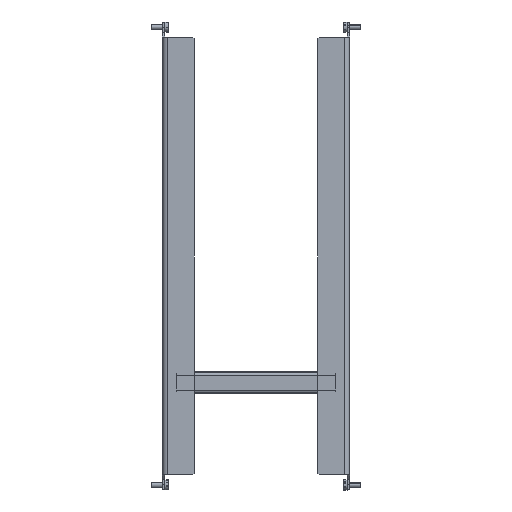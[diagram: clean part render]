
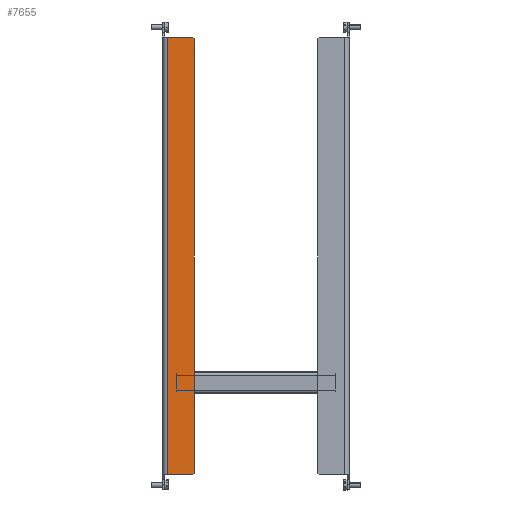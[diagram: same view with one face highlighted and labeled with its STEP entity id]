
A CAD part, front view. The second image highlights one B-rep face of the part: STEP entity #7655.
In plain terms, the highlighted planar face has unit normal (0, -1, 0).
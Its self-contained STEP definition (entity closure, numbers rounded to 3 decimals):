
#33 = VECTOR ( 'NONE', #4861, 1000. ) ;
#78 = PLANE ( 'NONE',  #5602 ) ;
#140 = EDGE_CURVE ( 'NONE', #5192, #4562, #8976, .T. ) ;
#268 = EDGE_CURVE ( 'NONE', #4562, #12502, #2927, .T. ) ;
#351 = CARTESIAN_POINT ( 'NONE',  ( 6., 0., -262. ) ) ;
#369 = EDGE_CURVE ( 'NONE', #11532, #6316, #10242, .T. ) ;
#532 = CARTESIAN_POINT ( 'NONE',  ( 38., 0., -260. ) ) ;
#590 = ORIENTED_EDGE ( 'NONE', *, *, #13826, .T. ) ;
#740 = DIRECTION ( 'NONE',  ( -1., 0., 0. ) ) ;
#955 = LINE ( 'NONE', #1104, #2233 ) ;
#1104 = CARTESIAN_POINT ( 'NONE',  ( 38., 0., 280. ) ) ;
#1143 = ORIENTED_EDGE ( 'NONE', *, *, #2823, .F. ) ;
#1239 = LINE ( 'NONE', #2230, #5881 ) ;
#2230 = CARTESIAN_POINT ( 'NONE',  ( 38., 0., -262. ) ) ;
#2233 = VECTOR ( 'NONE', #5281, 1000. ) ;
#2262 = DIRECTION ( 'NONE',  ( 0., 0., 1. ) ) ;
#2326 = FACE_OUTER_BOUND ( 'NONE', #2716, .T. ) ;
#2650 = VECTOR ( 'NONE', #3644, 1000. ) ;
#2716 = EDGE_LOOP ( 'NONE', ( #1143, #11635, #6123, #9776, #2757, #590 ) ) ;
#2757 = ORIENTED_EDGE ( 'NONE', *, *, #268, .T. ) ;
#2823 = EDGE_CURVE ( 'NONE', #11532, #12987, #1239, .T. ) ;
#2927 = LINE ( 'NONE', #13651, #12994 ) ;
#3368 = DIRECTION ( 'NONE',  ( -1., 0., 0. ) ) ;
#3581 = CARTESIAN_POINT ( 'NONE',  ( 38., 0., 260. ) ) ;
#3644 = DIRECTION ( 'NONE',  ( -0.707, 0., 0.707 ) ) ;
#4403 = DIRECTION ( 'NONE',  ( 0., 1., 0. ) ) ;
#4562 = VERTEX_POINT ( 'NONE', #9861 ) ;
#4861 = DIRECTION ( 'NONE',  ( 0.707, 0., 0.707 ) ) ;
#5192 = VERTEX_POINT ( 'NONE', #5658 ) ;
#5281 = DIRECTION ( 'NONE',  ( 0., 0., -1. ) ) ;
#5602 = AXIS2_PLACEMENT_3D ( 'NONE', #5607, #4403, #2262 ) ;
#5607 = CARTESIAN_POINT ( 'NONE',  ( 0., 0., 280. ) ) ;
#5658 = CARTESIAN_POINT ( 'NONE',  ( 38., 0., 260. ) ) ;
#5881 = VECTOR ( 'NONE', #3368, 1000. ) ;
#6123 = ORIENTED_EDGE ( 'NONE', *, *, #13888, .F. ) ;
#6316 = VERTEX_POINT ( 'NONE', #6376 ) ;
#6376 = CARTESIAN_POINT ( 'NONE',  ( 38., 0., -260. ) ) ;
#7417 = CARTESIAN_POINT ( 'NONE',  ( 6., 0., 280. ) ) ;
#7655 = ADVANCED_FACE ( 'NONE', ( #2326 ), #78, .F. ) ;
#8578 = VECTOR ( 'NONE', #13104, 1000. ) ;
#8823 = CARTESIAN_POINT ( 'NONE',  ( 6., 0., 262. ) ) ;
#8976 = LINE ( 'NONE', #3581, #2650 ) ;
#9776 = ORIENTED_EDGE ( 'NONE', *, *, #140, .T. ) ;
#9861 = CARTESIAN_POINT ( 'NONE',  ( 36., 0., 262. ) ) ;
#10148 = CARTESIAN_POINT ( 'NONE',  ( 36., 0., -262. ) ) ;
#10242 = LINE ( 'NONE', #532, #33 ) ;
#11532 = VERTEX_POINT ( 'NONE', #10148 ) ;
#11635 = ORIENTED_EDGE ( 'NONE', *, *, #369, .T. ) ;
#12502 = VERTEX_POINT ( 'NONE', #8823 ) ;
#12987 = VERTEX_POINT ( 'NONE', #351 ) ;
#12994 = VECTOR ( 'NONE', #740, 1000. ) ;
#13104 = DIRECTION ( 'NONE',  ( 0., 0., -1. ) ) ;
#13651 = CARTESIAN_POINT ( 'NONE',  ( 38., 0., 262. ) ) ;
#13826 = EDGE_CURVE ( 'NONE', #12502, #12987, #13946, .T. ) ;
#13888 = EDGE_CURVE ( 'NONE', #5192, #6316, #955, .T. ) ;
#13946 = LINE ( 'NONE', #7417, #8578 ) ;
